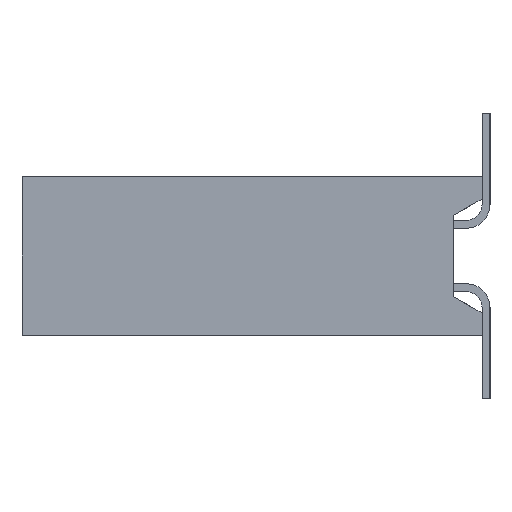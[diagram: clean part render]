
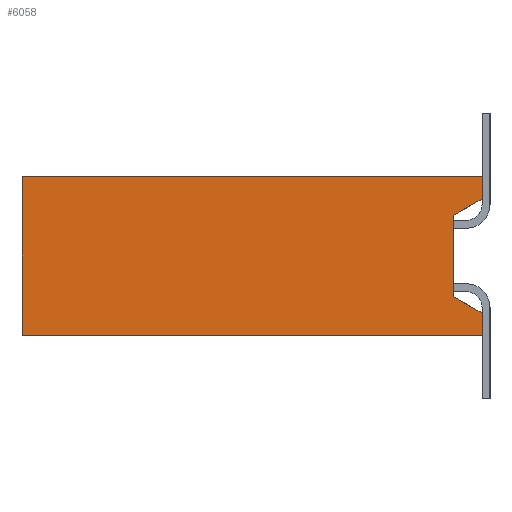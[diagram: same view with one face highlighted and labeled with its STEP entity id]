
A CAD part, left-side view. The second image highlights one B-rep face of the part: STEP entity #6058.
In plain terms, the highlighted planar face has unit normal (-1, 0, 0).
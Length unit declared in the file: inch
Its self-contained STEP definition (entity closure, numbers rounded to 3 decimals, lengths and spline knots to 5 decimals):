
#999=ORIENTED_EDGE('',*,*,#2367,.F.);
#1000=ORIENTED_EDGE('',*,*,#2153,.T.);
#1001=ORIENTED_EDGE('',*,*,#2253,.F.);
#1002=ORIENTED_EDGE('',*,*,#2427,.F.);
#1003=ORIENTED_EDGE('',*,*,#2247,.T.);
#1004=ORIENTED_EDGE('',*,*,#2189,.T.);
#1005=ORIENTED_EDGE('',*,*,#2426,.F.);
#1006=ORIENTED_EDGE('',*,*,#2428,.F.);
#2153=EDGE_CURVE('',#2934,#2933,#3581,.T.);
#2189=EDGE_CURVE('',#2970,#2969,#3617,.T.);
#2247=EDGE_CURVE('',#3019,#2970,#3675,.T.);
#2253=EDGE_CURVE('',#3023,#2933,#3681,.T.);
#2367=EDGE_CURVE('',#2934,#3120,#3795,.T.);
#2426=EDGE_CURVE('',#3170,#2969,#3854,.T.);
#2427=EDGE_CURVE('',#3019,#3023,#3855,.T.);
#2428=EDGE_CURVE('',#3120,#3170,#3856,.T.);
#2933=VERTEX_POINT('',#8725);
#2934=VERTEX_POINT('',#8727);
#2969=VERTEX_POINT('',#8806);
#2970=VERTEX_POINT('',#8808);
#3019=VERTEX_POINT('',#8916);
#3023=VERTEX_POINT('',#8926);
#3120=VERTEX_POINT('',#9153);
#3170=VERTEX_POINT('',#9280);
#3581=LINE('',#8726,#4425);
#3617=LINE('',#8807,#4461);
#3675=LINE('',#8915,#4519);
#3681=LINE('',#8927,#4525);
#3795=LINE('',#9155,#4639);
#3854=LINE('',#9281,#4698);
#3855=LINE('',#9283,#4699);
#3856=LINE('',#9284,#4700);
#4425=VECTOR('',#7126,39.37008);
#4461=VECTOR('',#7180,39.37008);
#4519=VECTOR('',#7240,39.37008);
#4525=VECTOR('',#7248,39.37008);
#4639=VECTOR('',#7396,39.37008);
#4698=VECTOR('',#7489,39.37008);
#4699=VECTOR('',#7492,39.37008);
#4700=VECTOR('',#7493,39.37008);
#5131=EDGE_LOOP('',(#999,#1000,#1001,#1002,#1003,#1004,#1005,#1006));
#5457=FACE_BOUND('',#5131,.T.);
#5761=PLANE('',#6414);
#6058=ADVANCED_FACE('',(#5457),#5761,.F.);
#6414=AXIS2_PLACEMENT_3D('',#9282,#7490,#7491);
#7126=DIRECTION('',(0.,0.,1.));
#7180=DIRECTION('',(0.,0.,1.));
#7240=DIRECTION('',(0.,-1.,0.));
#7248=DIRECTION('',(0.,-1.,0.));
#7396=DIRECTION('',(0.,0.866,-0.5));
#7489=DIRECTION('',(0.,-0.866,-0.5));
#7490=DIRECTION('',(1.,0.,0.));
#7491=DIRECTION('',(0.,0.,-1.));
#7492=DIRECTION('',(0.,0.,1.));
#7493=DIRECTION('',(0.,0.,-1.));
#8725=CARTESIAN_POINT('',(-0.4,0.,0.05));
#8726=CARTESIAN_POINT('',(-0.4,0.,-0.05));
#8727=CARTESIAN_POINT('',(-0.4,0.,0.036));
#8806=CARTESIAN_POINT('',(-0.4,0.,-0.036));
#8807=CARTESIAN_POINT('',(-0.4,0.,-0.05));
#8808=CARTESIAN_POINT('',(-0.4,0.,-0.05));
#8915=CARTESIAN_POINT('',(-0.4,0.29,-0.05));
#8916=CARTESIAN_POINT('',(-0.4,0.29,-0.05));
#8926=CARTESIAN_POINT('',(-0.4,0.29,0.05));
#8927=CARTESIAN_POINT('',(-0.4,0.29,0.05));
#9153=CARTESIAN_POINT('',(-0.4,0.018,0.02561));
#9155=CARTESIAN_POINT('',(-0.4,0.25474,-0.11107));
#9280=CARTESIAN_POINT('',(-0.4,0.018,-0.02561));
#9281=CARTESIAN_POINT('',(-0.4,0.21144,0.08607));
#9282=CARTESIAN_POINT('',(-0.4,0.29,-0.05));
#9283=CARTESIAN_POINT('',(-0.4,0.29,-0.05));
#9284=CARTESIAN_POINT('',(-0.4,0.018,-0.05));
